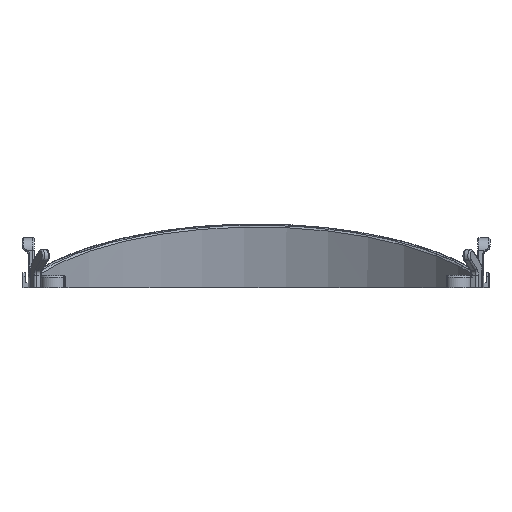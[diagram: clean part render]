
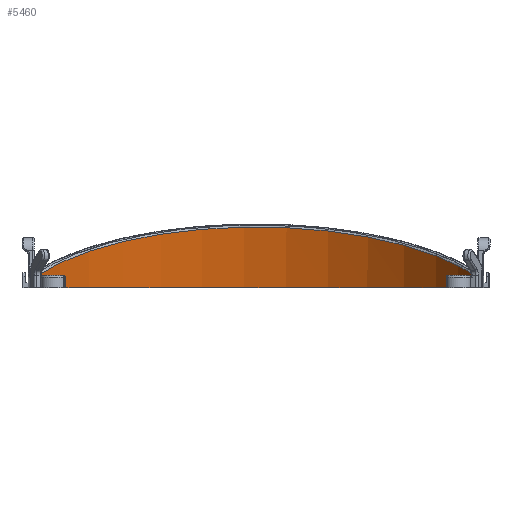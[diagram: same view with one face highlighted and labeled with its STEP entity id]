
A CAD part, front view. The second image highlights one B-rep face of the part: STEP entity #5460.
In plain terms, the highlighted cylindrical face has radius 101.205 mm (diameter 202.41 mm), a partial arc.
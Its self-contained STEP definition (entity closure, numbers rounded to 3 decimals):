
#225=ELLIPSE('',#6252,102.788,101.205);
#233=ELLIPSE('',#6267,103.533,101.205);
#711=FACE_OUTER_BOUND('',#1036,.T.);
#1036=EDGE_LOOP('',(#4977,#4978,#4979,#4980));
#1792=LINE('',#11617,#2133);
#1797=LINE('',#11628,#2138);
#2133=VECTOR('',#8052,10.);
#2138=VECTOR('',#8065,10.);
#2612=VERTEX_POINT('',#11547);
#2617=VERTEX_POINT('',#11557);
#2618=VERTEX_POINT('',#11613);
#2621=VERTEX_POINT('',#11626);
#3395=EDGE_CURVE('',#2612,#2617,#225,.T.);
#3399=EDGE_CURVE('',#2617,#2618,#1792,.T.);
#3405=EDGE_CURVE('',#2621,#2612,#1797,.T.);
#3415=EDGE_CURVE('',#2621,#2618,#233,.T.);
#4977=ORIENTED_EDGE('',*,*,#3399,.F.);
#4978=ORIENTED_EDGE('',*,*,#3395,.F.);
#4979=ORIENTED_EDGE('',*,*,#3405,.F.);
#4980=ORIENTED_EDGE('',*,*,#3415,.T.);
#5143=CYLINDRICAL_SURFACE('',#6266,101.205);
#5460=ADVANCED_FACE('',(#711),#5143,.F.);
#6252=AXIS2_PLACEMENT_3D('',#11610,#8043,#8044);
#6266=AXIS2_PLACEMENT_3D('',#11704,#8083,#8084);
#6267=AXIS2_PLACEMENT_3D('',#11705,#8085,#8086);
#8043=DIRECTION('center_axis',(0.,0.175,
-0.985));
#8044=DIRECTION('ref_axis',(0.,0.985,0.175));
#8052=DIRECTION('',(0.,0.,-1.));
#8065=DIRECTION('',(0.,0.,1.));
#8083=DIRECTION('center_axis',(0.,0.,1.));
#8084=DIRECTION('ref_axis',(-0.002,1.,0.));
#8085=DIRECTION('center_axis',(0.,-0.211,-0.978));
#8086=DIRECTION('ref_axis',(0.,-0.978,0.211));
#11547=CARTESIAN_POINT('',(118.28,322.085,91.299));
#11557=CARTESIAN_POINT('',(294.336,322.487,91.371));
#11610=CARTESIAN_POINT('Origin',(206.422,272.351,82.469));
#11613=CARTESIAN_POINT('',(294.336,322.487,86.527));
#11617=CARTESIAN_POINT('',(294.336,322.487,0.));
#11626=CARTESIAN_POINT('',(118.28,322.085,86.614));
#11628=CARTESIAN_POINT('',(118.28,322.085,0.));
#11704=CARTESIAN_POINT('Origin',(206.422,272.351,0.));
#11705=CARTESIAN_POINT('Origin',(206.422,272.351,97.343));
